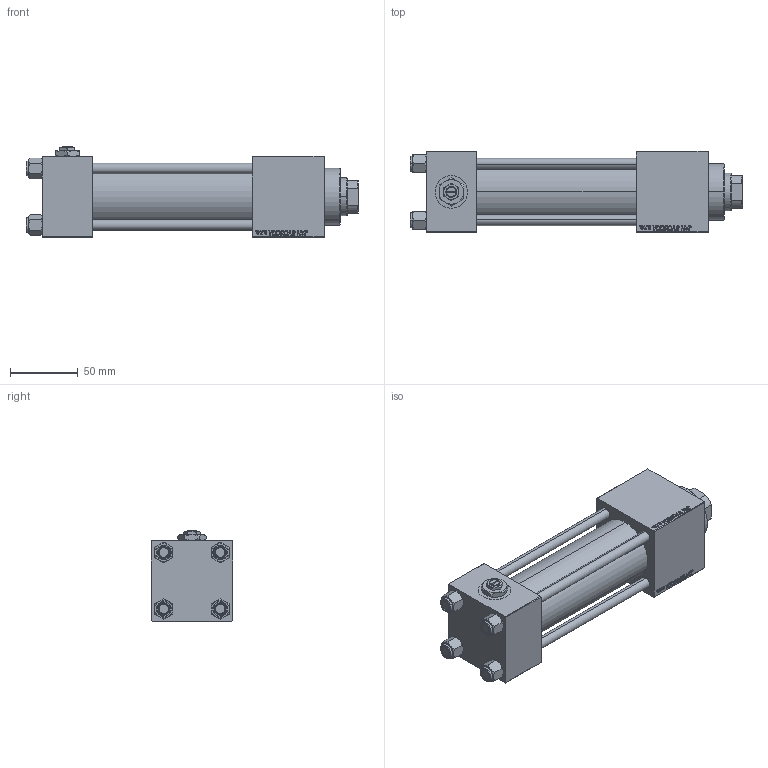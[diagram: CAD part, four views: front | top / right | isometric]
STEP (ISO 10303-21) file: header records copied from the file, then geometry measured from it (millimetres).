
FILE_DESCRIPTION (( 'STEP AP203' ), '1' );
FILE_NAME ('4a97.STEP', '2023-08-23T14:25:22', ( '' ), ( '' ), 'SwSTEP 2.0', 'SolidWorks 2019', '' );
FILE_SCHEMA (( 'CONFIG_CONTROL_DESIGN' ));
Length unit declared in the file: millimetre
Products named in the file (7): NUT_M5_C bbbe88a5860b47530fc7f484c05b9f4c; V215_VC_A bbbe88a5860b47530fc7f484c05b9f4c; V215CR_C_Body bbbe88a5860b47530fc7f484c05b9f4c; V215CR_VCP_C bbbe88a5860b47530fc7f484c05b9f4c; 4a97; V215CR_C_TYCINKA bbbe88a5860b47530fc7f484c05b9f4c; Zatka_pro_OIL_PORT bbbe88a5860b47530fc7f484c05b9f4c
Assembly tree (12 placements, depth 2):
  4a97
    V215CR_C_Body bbbe88a5860b47530fc7f484c05b9f4c
    V215CR_VCP_C bbbe88a5860b47530fc7f484c05b9f4c
    NUT_M5_C bbbe88a5860b47530fc7f484c05b9f4c  x4
    V215CR_C_TYCINKA bbbe88a5860b47530fc7f484c05b9f4c  x4
    V215_VC_A bbbe88a5860b47530fc7f484c05b9f4c
    Zatka_pro_OIL_PORT bbbe88a5860b47530fc7f484c05b9f4c
Bounding box: 245 x 60 x 67 mm (x, y, z)
Volume: 496152.1 mm3; surface area: 140604.1 mm2
Topology: 12 solids, 12 shells, 1202 faces, 3000 edges, 1941 vertices
Faces by surface type: plane 550, bspline 392, cone 158, cylinder 94, torus 8
Entity records: 51993 total; most frequent: CARTESIAN_POINT 27625, ORIENTED_EDGE 5492, DIRECTION 3526, EDGE_CURVE 2746, VERTEX_POINT 1797, VECTOR 1634, LINE 1634, EDGE_LOOP 1215
